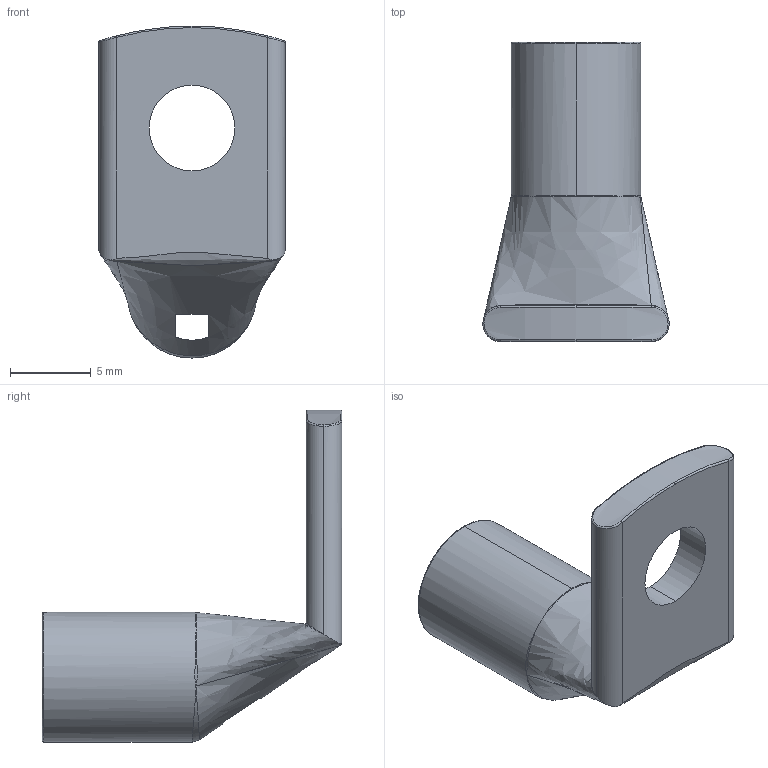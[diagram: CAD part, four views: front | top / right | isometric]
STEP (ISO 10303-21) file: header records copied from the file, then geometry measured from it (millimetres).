
FILE_DESCRIPTION (( 'STEP AP203' ), '1' );
FILE_NAME ('015259.STEP', '2024-09-11T07:20:43', ( '' ), ( '' ), 'SwSTEP 2.0', 'SolidWorks 2022', '' );
FILE_SCHEMA (( 'CONFIG_CONTROL_DESIGN' ));
Length unit declared in the file: millimetre
Products named in the file (1): 015259
Bounding box: 11.5 x 18.5 x 20.5 mm (x, y, z)
Volume: 721.8 mm3; surface area: 1052.8 mm2
Topology: 1 solids, 1 shells, 43 faces, 123 edges, 80 vertices
Faces by surface type: bspline 16, cylinder 11, torus 8, plane 6, cone 2
Entity records: 3201 total; most frequent: CARTESIAN_POINT 2152, ORIENTED_EDGE 242, DIRECTION 154, EDGE_CURVE 121, VERTEX_POINT 80, AXIS2_PLACEMENT_3D 68, B_SPLINE_CURVE_WITH_KNOTS 61, EDGE_LOOP 47
